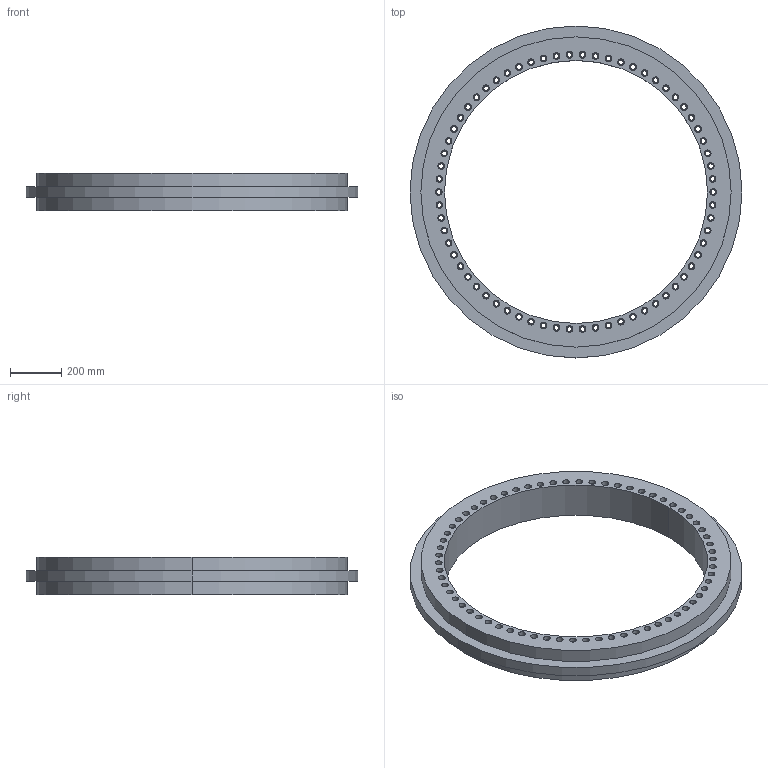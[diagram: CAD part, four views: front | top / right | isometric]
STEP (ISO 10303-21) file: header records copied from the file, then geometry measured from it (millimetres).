
FILE_DESCRIPTION (( 'STEP AP203' ), '1' );
FILE_NAME ('YRT1030.STEP', '2015-02-11T02:45:57', ( '微软用户' ), ( '微软中国' ), 'SwSTEP 2.0', 'SolidWorks 2010', '' );
FILE_SCHEMA (( 'CONFIG_CONTROL_DESIGN' ));
Length unit declared in the file: millimetre
Products named in the file (1): YRT1030
Bounding box: 1300 x 1300 x 145 mm (x, y, z)
Volume: 51147739.8 mm3; surface area: 2568694.2 mm2
Topology: 1 solids, 1 shells, 342 faces, 816 edges, 544 vertices
Faces by surface type: cylinder 272, plane 70
Entity records: 10569 total; most frequent: DIRECTION 2046, CARTESIAN_POINT 1703, ORIENTED_EDGE 1632, AXIS2_PLACEMENT_3D 887, EDGE_CURVE 816, EDGE_LOOP 544, CIRCLE 544, VERTEX_POINT 544
